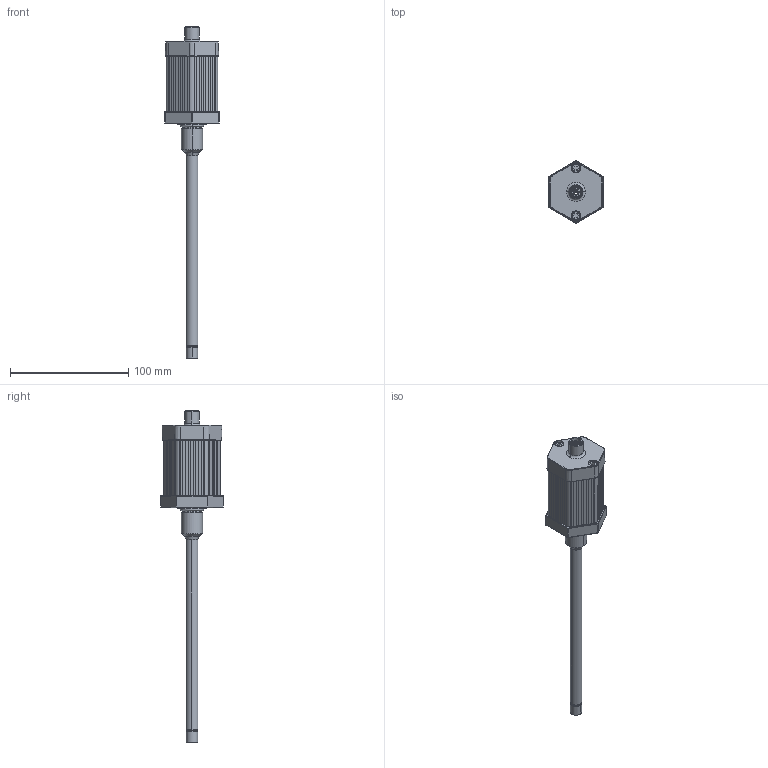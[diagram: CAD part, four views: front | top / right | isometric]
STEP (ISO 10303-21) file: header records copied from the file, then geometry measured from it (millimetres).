
FILE_DESCRIPTION (( 'STEP AP214' ), '1' );
FILE_NAME ('TH1-0100-106-___-102.STEP', '2014-07-09T07:39:04', ( 'dummy' ), ( 'Microsoft' ), 'SwSTEP 2.0', 'SolidWorks 2013', '' );
FILE_SCHEMA (( 'AUTOMOTIVE_DESIGN' ));
Length unit declared in the file: millimetre
Products named in the file (1): TH1-0100-106-___-102
Bounding box: 46 x 52.96 x 280.5 mm (x, y, z)
Surface area: 24895.8 mm2 (no closed solid volume)
Topology: 0 solids, 62 shells, 508 faces, 2783 edges, 2304 vertices
Faces by surface type: plane 294, cylinder 106, torus 56, bspline 26, cone 20, sphere 6
Entity records: 38459 total; most frequent: CARTESIAN_POINT 13498, ORIENTED_EDGE 3488, DIRECTION 3272, EDGE_CURVE 2780, VERTEX_POINT 2303, VECTOR 1580, LINE 1580, AXIS2_PLACEMENT_3D 846
